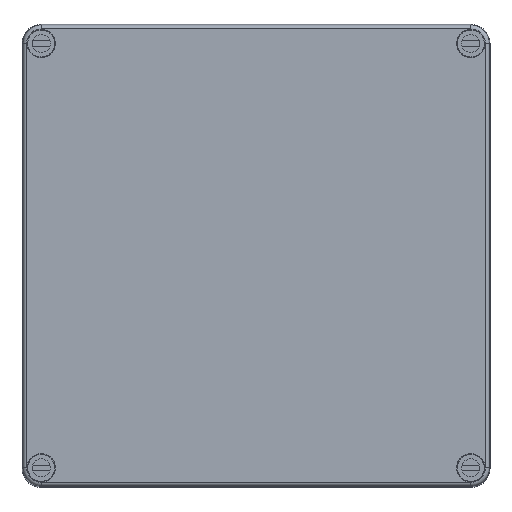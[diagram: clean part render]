
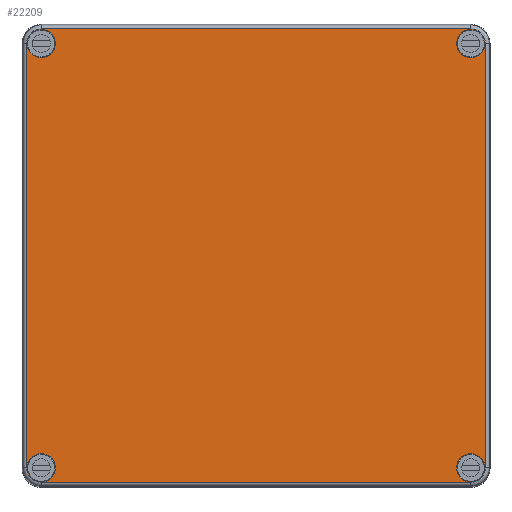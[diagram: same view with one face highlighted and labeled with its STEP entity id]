
A CAD part, top view. The second image highlights one B-rep face of the part: STEP entity #22209.
In plain terms, the highlighted planar face has unit normal (0, 0, 1).
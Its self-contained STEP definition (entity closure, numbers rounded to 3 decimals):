
#62 = DIRECTION ( 'NONE',  ( 0., 0., -1. ) ) ;
#316 = VERTEX_POINT ( 'NONE', #11865 ) ;
#938 = CIRCLE ( 'NONE', #21259, 5.5 ) ;
#1040 = CARTESIAN_POINT ( 'NONE',  ( 89.173, 82.5, 39. ) ) ;
#1171 = ORIENTED_EDGE ( 'NONE', *, *, #10625, .T. ) ;
#1205 = AXIS2_PLACEMENT_3D ( 'NONE', #6772, #19758, #8633 ) ;
#1422 = EDGE_CURVE ( 'NONE', #13185, #21832, #14470, .T. ) ;
#1436 = DIRECTION ( 'NONE',  ( 0., 0., -1. ) ) ;
#1472 = AXIS2_PLACEMENT_3D ( 'NONE', #12492, #1436, #14360 ) ;
#1627 = FACE_BOUND ( 'NONE', #8031, .T. ) ;
#1737 = DIRECTION ( 'NONE',  ( -1., 0., 0. ) ) ;
#2130 = CARTESIAN_POINT ( 'NONE',  ( -83.5, 88.173, 39. ) ) ;
#2269 = CARTESIAN_POINT ( 'NONE',  ( -83.5, 82.5, 39. ) ) ;
#2276 = CIRCLE ( 'NONE', #22777, 5.5 ) ;
#2516 = PLANE ( 'NONE',  #15592 ) ;
#2527 = VERTEX_POINT ( 'NONE', #14039 ) ;
#2579 = AXIS2_PLACEMENT_3D ( 'NONE', #23832, #12785, #1737 ) ;
#2681 = VECTOR ( 'NONE', #12539, 1000. ) ;
#2811 = CARTESIAN_POINT ( 'NONE',  ( -78., 82.5, 39. ) ) ;
#2996 = LINE ( 'NONE', #7179, #7867 ) ;
#3133 = DIRECTION ( 'NONE',  ( 0., 0., -1. ) ) ;
#3185 = DIRECTION ( 'NONE',  ( 0., 0., -1. ) ) ;
#3241 = CIRCLE ( 'NONE', #3313, 5.673 ) ;
#3313 = AXIS2_PLACEMENT_3D ( 'NONE', #7817, #20786, #9662 ) ;
#3569 = VECTOR ( 'NONE', #8160, 1000. ) ;
#4108 = DIRECTION ( 'NONE',  ( 1., 0., 0. ) ) ;
#4164 = CARTESIAN_POINT ( 'NONE',  ( 83.5, -82.5, 39. ) ) ;
#4227 = VERTEX_POINT ( 'NONE', #2811 ) ;
#4412 = CARTESIAN_POINT ( 'NONE',  ( 83.5, 88.173, 39. ) ) ;
#5038 = EDGE_CURVE ( 'NONE', #16690, #2527, #2996, .T. ) ;
#5044 = DIRECTION ( 'NONE',  ( 0., 0., -1. ) ) ;
#5092 = EDGE_LOOP ( 'NONE', ( #8923, #15320 ) ) ;
#5271 = CARTESIAN_POINT ( 'NONE',  ( -89., -82.5, 39. ) ) ;
#5307 = CARTESIAN_POINT ( 'NONE',  ( 83.5, 88.173, 39. ) ) ;
#5756 = EDGE_CURVE ( 'NONE', #20663, #11070, #21161, .T. ) ;
#5992 = DIRECTION ( 'NONE',  ( -1., 0., 0. ) ) ;
#6093 = ORIENTED_EDGE ( 'NONE', *, *, #11167, .T. ) ;
#6149 = EDGE_CURVE ( 'NONE', #8333, #21295, #21467, .T. ) ;
#6188 = CIRCLE ( 'NONE', #22037, 5.673 ) ;
#6382 = EDGE_CURVE ( 'NONE', #16710, #316, #12494, .T. ) ;
#6465 = EDGE_CURVE ( 'NONE', #21832, #13185, #15101, .T. ) ;
#6481 = CARTESIAN_POINT ( 'NONE',  ( -89.173, 82.5, 39. ) ) ;
#6488 = FACE_BOUND ( 'NONE', #14426, .T. ) ;
#6539 = AXIS2_PLACEMENT_3D ( 'NONE', #7440, #20396, #9289 ) ;
#6758 = CARTESIAN_POINT ( 'NONE',  ( 89., -82.5, 39. ) ) ;
#6772 = CARTESIAN_POINT ( 'NONE',  ( -83.5, 82.5, 39. ) ) ;
#6776 = ORIENTED_EDGE ( 'NONE', *, *, #6382, .F. ) ;
#7093 = VERTEX_POINT ( 'NONE', #2130 ) ;
#7153 = DIRECTION ( 'NONE',  ( -1., 0., 0. ) ) ;
#7179 = CARTESIAN_POINT ( 'NONE',  ( -89.173, 82.5, 39. ) ) ;
#7440 = CARTESIAN_POINT ( 'NONE',  ( 83.5, -82.5, 39. ) ) ;
#7537 = CIRCLE ( 'NONE', #1205, 5.5 ) ;
#7616 = ORIENTED_EDGE ( 'NONE', *, *, #16313, .T. ) ;
#7817 = CARTESIAN_POINT ( 'NONE',  ( -83.5, -82.5, 39. ) ) ;
#7867 = VECTOR ( 'NONE', #9025, 1000. ) ;
#8031 = EDGE_LOOP ( 'NONE', ( #16240, #10544 ) ) ;
#8048 = DIRECTION ( 'NONE',  ( -1., 0., 0. ) ) ;
#8160 = DIRECTION ( 'NONE',  ( -1., 0., 0. ) ) ;
#8333 = VERTEX_POINT ( 'NONE', #16075 ) ;
#8633 = DIRECTION ( 'NONE',  ( -1., 0., 0. ) ) ;
#8731 = AXIS2_PLACEMENT_3D ( 'NONE', #9227, #22177, #11082 ) ;
#8923 = ORIENTED_EDGE ( 'NONE', *, *, #6465, .T. ) ;
#9025 = DIRECTION ( 'NONE',  ( 0., -1., 0. ) ) ;
#9227 = CARTESIAN_POINT ( 'NONE',  ( 83.5, 82.5, 39. ) ) ;
#9289 = DIRECTION ( 'NONE',  ( 1., 0., 0. ) ) ;
#9655 = VECTOR ( 'NONE', #7153, 1000. ) ;
#9662 = DIRECTION ( 'NONE',  ( -1., 0., 0. ) ) ;
#9808 = CIRCLE ( 'NONE', #11970, 5.5 ) ;
#10206 = EDGE_CURVE ( 'NONE', #10799, #16054, #938, .T. ) ;
#10544 = ORIENTED_EDGE ( 'NONE', *, *, #14863, .T. ) ;
#10625 = EDGE_CURVE ( 'NONE', #23564, #4227, #16245, .T. ) ;
#10675 = CIRCLE ( 'NONE', #6539, 5.673 ) ;
#10799 = VERTEX_POINT ( 'NONE', #20973 ) ;
#10850 = VERTEX_POINT ( 'NONE', #4412 ) ;
#10986 = EDGE_CURVE ( 'NONE', #16054, #10799, #9808, .T. ) ;
#11065 = CARTESIAN_POINT ( 'NONE',  ( 83.5, 82.5, 39. ) ) ;
#11070 = VERTEX_POINT ( 'NONE', #5271 ) ;
#11082 = DIRECTION ( 'NONE',  ( -1., 0., 0. ) ) ;
#11167 = EDGE_CURVE ( 'NONE', #8333, #316, #10675, .T. ) ;
#11384 = ORIENTED_EDGE ( 'NONE', *, *, #18630, .F. ) ;
#11419 = FACE_OUTER_BOUND ( 'NONE', #14450, .T. ) ;
#11746 = ORIENTED_EDGE ( 'NONE', *, *, #5038, .T. ) ;
#11865 = CARTESIAN_POINT ( 'NONE',  ( 89.173, -82.5, 39. ) ) ;
#11879 = CARTESIAN_POINT ( 'NONE',  ( 78., -82.5, 39. ) ) ;
#11970 = AXIS2_PLACEMENT_3D ( 'NONE', #14198, #3133, #16043 ) ;
#12018 = EDGE_LOOP ( 'NONE', ( #13496, #22829 ) ) ;
#12202 = CARTESIAN_POINT ( 'NONE',  ( -89., 82.5, 39. ) ) ;
#12492 = CARTESIAN_POINT ( 'NONE',  ( -83.5, -82.5, 39. ) ) ;
#12494 = LINE ( 'NONE', #23597, #2681 ) ;
#12539 = DIRECTION ( 'NONE',  ( 0., -1., 0. ) ) ;
#12785 = DIRECTION ( 'NONE',  ( 0., 0., -1. ) ) ;
#12864 = ORIENTED_EDGE ( 'NONE', *, *, #19299, .T. ) ;
#12962 = DIRECTION ( 'NONE',  ( -1., 0., 0. ) ) ;
#13185 = VERTEX_POINT ( 'NONE', #11879 ) ;
#13496 = ORIENTED_EDGE ( 'NONE', *, *, #10206, .T. ) ;
#14039 = CARTESIAN_POINT ( 'NONE',  ( -89.173, -82.5, 39. ) ) ;
#14198 = CARTESIAN_POINT ( 'NONE',  ( 83.5, 82.5, 39. ) ) ;
#14236 = CARTESIAN_POINT ( 'NONE',  ( -83.5, 82.5, 39. ) ) ;
#14360 = DIRECTION ( 'NONE',  ( -1., 0., 0. ) ) ;
#14426 = EDGE_LOOP ( 'NONE', ( #12864, #1171 ) ) ;
#14450 = EDGE_LOOP ( 'NONE', ( #6093, #6776, #11384, #7616, #17112, #11746, #15212, #23901 ) ) ;
#14470 = CIRCLE ( 'NONE', #19798, 5.5 ) ;
#14863 = EDGE_CURVE ( 'NONE', #11070, #20663, #2276, .T. ) ;
#15101 = CIRCLE ( 'NONE', #2579, 5.5 ) ;
#15178 = DIRECTION ( 'NONE',  ( 0., 0., 1. ) ) ;
#15204 = LINE ( 'NONE', #5307, #9655 ) ;
#15212 = ORIENTED_EDGE ( 'NONE', *, *, #19654, .F. ) ;
#15320 = ORIENTED_EDGE ( 'NONE', *, *, #1422, .T. ) ;
#15395 = AXIS2_PLACEMENT_3D ( 'NONE', #14236, #3185, #16088 ) ;
#15592 = AXIS2_PLACEMENT_3D ( 'NONE', #22690, #19174, #8048 ) ;
#16043 = DIRECTION ( 'NONE',  ( -1., 0., 0. ) ) ;
#16054 = VERTEX_POINT ( 'NONE', #21177 ) ;
#16075 = CARTESIAN_POINT ( 'NONE',  ( 83.5, -88.173, 39. ) ) ;
#16088 = DIRECTION ( 'NONE',  ( -1., 0., 0. ) ) ;
#16127 = CARTESIAN_POINT ( 'NONE',  ( -83.5, -82.5, 39. ) ) ;
#16240 = ORIENTED_EDGE ( 'NONE', *, *, #5756, .T. ) ;
#16245 = CIRCLE ( 'NONE', #15395, 5.5 ) ;
#16313 = EDGE_CURVE ( 'NONE', #10850, #7093, #15204, .T. ) ;
#16493 = EDGE_CURVE ( 'NONE', #7093, #16690, #6188, .T. ) ;
#16690 = VERTEX_POINT ( 'NONE', #6481 ) ;
#16710 = VERTEX_POINT ( 'NONE', #1040 ) ;
#17031 = CARTESIAN_POINT ( 'NONE',  ( -78., -82.5, 39. ) ) ;
#17105 = DIRECTION ( 'NONE',  ( 0., 0., -1. ) ) ;
#17112 = ORIENTED_EDGE ( 'NONE', *, *, #16493, .T. ) ;
#17321 = CARTESIAN_POINT ( 'NONE',  ( -83.5, -88.173, 39. ) ) ;
#17524 = FACE_BOUND ( 'NONE', #5092, .T. ) ;
#17985 = DIRECTION ( 'NONE',  ( -1., 0., 0. ) ) ;
#18630 = EDGE_CURVE ( 'NONE', #10850, #16710, #21481, .T. ) ;
#19174 = DIRECTION ( 'NONE',  ( 0., 0., -1. ) ) ;
#19289 = CARTESIAN_POINT ( 'NONE',  ( 83.5, -88.173, 39. ) ) ;
#19299 = EDGE_CURVE ( 'NONE', #4227, #23564, #7537, .T. ) ;
#19654 = EDGE_CURVE ( 'NONE', #21295, #2527, #3241, .T. ) ;
#19758 = DIRECTION ( 'NONE',  ( 0., 0., -1. ) ) ;
#19798 = AXIS2_PLACEMENT_3D ( 'NONE', #4164, #17105, #5992 ) ;
#20396 = DIRECTION ( 'NONE',  ( 0., 0., 1. ) ) ;
#20663 = VERTEX_POINT ( 'NONE', #17031 ) ;
#20786 = DIRECTION ( 'NONE',  ( 0., 0., -1. ) ) ;
#20973 = CARTESIAN_POINT ( 'NONE',  ( 89., 82.5, 39. ) ) ;
#21161 = CIRCLE ( 'NONE', #1472, 5.5 ) ;
#21177 = CARTESIAN_POINT ( 'NONE',  ( 78., 82.5, 39. ) ) ;
#21259 = AXIS2_PLACEMENT_3D ( 'NONE', #11065, #62, #12962 ) ;
#21272 = FACE_BOUND ( 'NONE', #12018, .T. ) ;
#21295 = VERTEX_POINT ( 'NONE', #17321 ) ;
#21467 = LINE ( 'NONE', #19289, #3569 ) ;
#21481 = CIRCLE ( 'NONE', #8731, 5.673 ) ;
#21832 = VERTEX_POINT ( 'NONE', #6758 ) ;
#22037 = AXIS2_PLACEMENT_3D ( 'NONE', #2269, #15178, #4108 ) ;
#22177 = DIRECTION ( 'NONE',  ( 0., 0., -1. ) ) ;
#22209 = ADVANCED_FACE ( 'NONE', ( #17524, #21272, #11419, #6488, #1627 ), #2516, .F. ) ;
#22690 = CARTESIAN_POINT ( 'NONE',  ( -89.173, 82.5, 39. ) ) ;
#22777 = AXIS2_PLACEMENT_3D ( 'NONE', #16127, #5044, #17985 ) ;
#22829 = ORIENTED_EDGE ( 'NONE', *, *, #10986, .T. ) ;
#23564 = VERTEX_POINT ( 'NONE', #12202 ) ;
#23597 = CARTESIAN_POINT ( 'NONE',  ( 89.173, 82.5, 39. ) ) ;
#23832 = CARTESIAN_POINT ( 'NONE',  ( 83.5, -82.5, 39. ) ) ;
#23901 = ORIENTED_EDGE ( 'NONE', *, *, #6149, .F. ) ;
